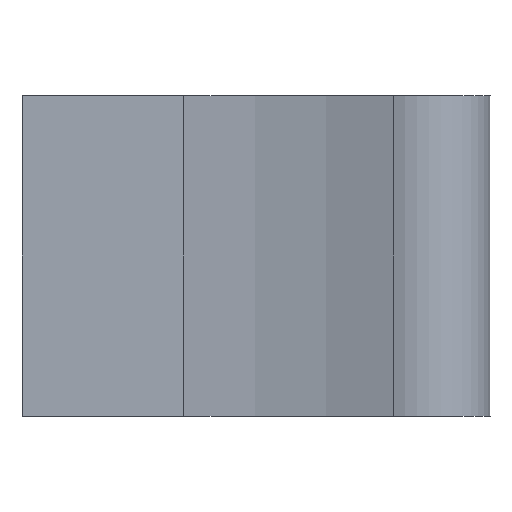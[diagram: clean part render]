
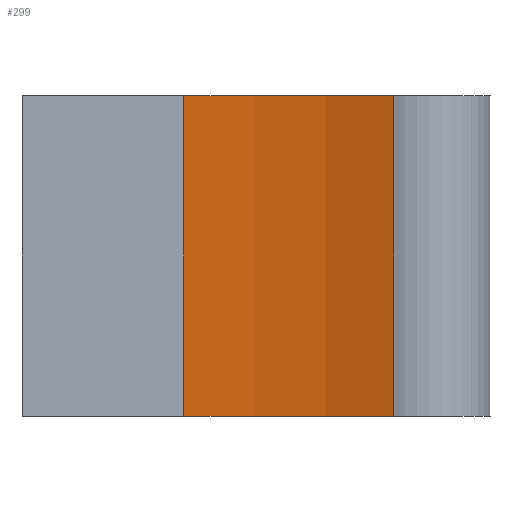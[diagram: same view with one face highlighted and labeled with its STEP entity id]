
A CAD part, left-side view. The second image highlights one B-rep face of the part: STEP entity #299.
In plain terms, the highlighted cylindrical face has radius 14 mm (diameter 28 mm), a partial arc.
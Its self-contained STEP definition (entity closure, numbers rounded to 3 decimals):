
#33=FACE_OUTER_BOUND('',#49,.T.);
#49=EDGE_LOOP('',(#225,#226,#227,#228));
#78=LINE('',#507,#104);
#79=LINE('',#510,#105);
#104=VECTOR('',#409,14.);
#105=VECTOR('',#412,14.);
#121=CIRCLE('',#345,14.);
#122=CIRCLE('',#346,14.);
#149=VERTEX_POINT('',#503);
#150=VERTEX_POINT('',#504);
#151=VERTEX_POINT('',#506);
#152=VERTEX_POINT('',#508);
#180=EDGE_CURVE('',#149,#150,#121,.F.);
#181=EDGE_CURVE('',#149,#151,#78,.T.);
#182=EDGE_CURVE('',#151,#152,#122,.T.);
#183=EDGE_CURVE('',#152,#150,#79,.T.);
#225=ORIENTED_EDGE('',*,*,#180,.F.);
#226=ORIENTED_EDGE('',*,*,#181,.T.);
#227=ORIENTED_EDGE('',*,*,#182,.T.);
#228=ORIENTED_EDGE('',*,*,#183,.T.);
#288=CYLINDRICAL_SURFACE('',#344,14.);
#299=ADVANCED_FACE('',(#33),#288,.F.);
#344=AXIS2_PLACEMENT_3D('',#502,#405,#406);
#345=AXIS2_PLACEMENT_3D('',#505,#407,#408);
#346=AXIS2_PLACEMENT_3D('',#509,#410,#411);
#405=DIRECTION('center_axis',(0.,0.,-1.));
#406=DIRECTION('ref_axis',(-1.,0.,0.));
#407=DIRECTION('center_axis',(0.,0.,-1.));
#408=DIRECTION('ref_axis',(-1.,0.,0.));
#409=DIRECTION('',(0.,0.,1.));
#410=DIRECTION('center_axis',(0.,0.,1.));
#411=DIRECTION('ref_axis',(-1.,0.,0.));
#412=DIRECTION('',(0.,0.,-1.));
#502=CARTESIAN_POINT('Origin',(-31.6,4.158,0.));
#503=CARTESIAN_POINT('',(-18.622,-1.094,0.));
#504=CARTESIAN_POINT('',(-17.6,4.158,0.));
#505=CARTESIAN_POINT('Origin',(-31.6,4.158,0.));
#506=CARTESIAN_POINT('',(-18.622,-1.094,8.));
#507=CARTESIAN_POINT('',(-18.622,-1.094,0.));
#508=CARTESIAN_POINT('',(-17.6,4.158,8.));
#509=CARTESIAN_POINT('Origin',(-31.6,4.158,8.));
#510=CARTESIAN_POINT('',(-17.6,4.158,0.));
